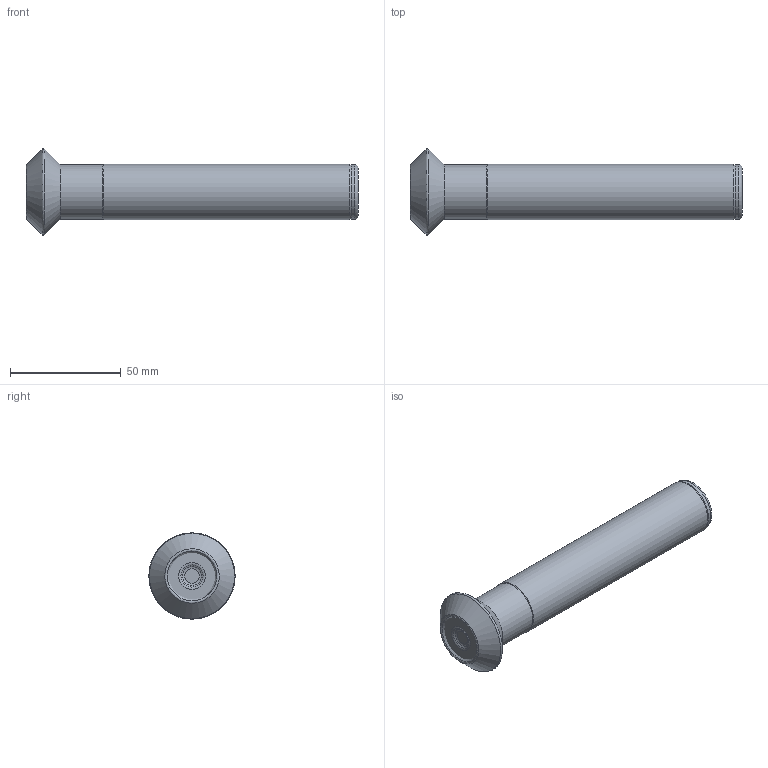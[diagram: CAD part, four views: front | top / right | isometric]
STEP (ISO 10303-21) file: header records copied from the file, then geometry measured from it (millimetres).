
FILE_DESCRIPTION(/* description */ (''),/* implementation_level */ '2;1');
FILE_NAME(/* name */ 'ACM45-SP1104-D25x39-W25-L150-Z02.stp',/* time_stamp */ '2023-10-09T05:41:53+03:00',/* author */ (''),/* organization */ (''),/* preprocessor_version */ 'ST-DEVELOPER v19.4',/* originating_system */ 'SIEMENS PLM Software NX2306.3001',/* authorisation */ '');
FILE_SCHEMA (('AUTOMOTIVE_DESIGN { 1 0 10303 214 3 1 1 1 }'));
Length unit declared in the file: millimetre
Products named in the file (1): ACM45-SP1104-D25x39-W25-L150-Z02
Bounding box: 150 x 39 x 38.99 mm (x, y, z)
Volume: 85095.3 mm3; surface area: 16446.2 mm2
Topology: 2 solids, 2 shells, 25 faces, 52 edges, 30 vertices
Faces by surface type: revolution 10, torus 6, plane 3, cone 3, cylinder 3
Full cylindrical faces by diameter (mm): 24.5 x2, 25 x1
Entity records: 585 total; most frequent: CARTESIAN_POINT 112, DIRECTION 102, EDGE_LOOP 48, ORIENTED_EDGE 48, FACE_BOUND 46, AXIS2_PLACEMENT_3D 44, CIRCLE 28, ADVANCED_FACE 25
